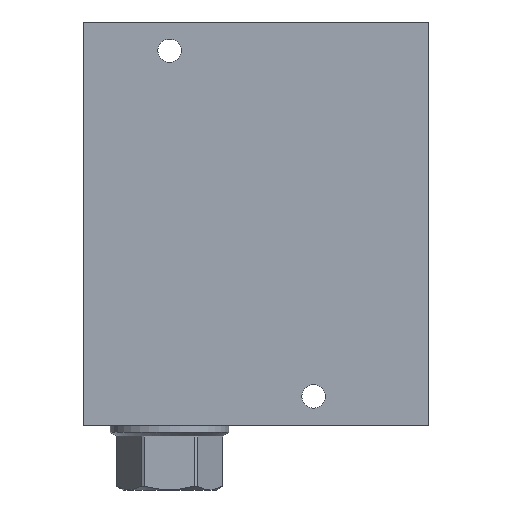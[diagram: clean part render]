
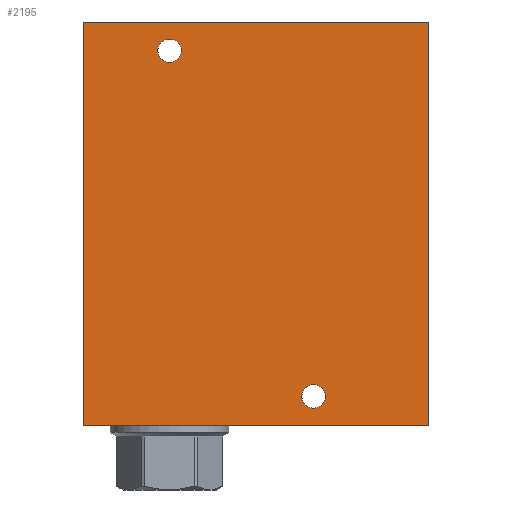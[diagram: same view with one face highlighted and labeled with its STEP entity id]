
A CAD part, front view. The second image highlights one B-rep face of the part: STEP entity #2195.
In plain terms, the highlighted planar face has unit normal (0, -1, 0).
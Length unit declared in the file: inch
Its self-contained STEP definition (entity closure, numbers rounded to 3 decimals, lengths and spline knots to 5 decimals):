
#5=DIRECTION('',(1.,0.,0.));
#6=VECTOR('',#5,6.);
#7=CARTESIAN_POINT('',(0.,-3.,0.));
#8=LINE('',#7,#6);
#75=DIRECTION('',(0.,0.,1.));
#76=VECTOR('',#75,7.);
#77=CARTESIAN_POINT('',(6.,-3.,0.));
#78=LINE('',#77,#76);
#99=DIRECTION('',(0.,0.,1.));
#100=VECTOR('',#99,7.);
#101=CARTESIAN_POINT('',(0.,-3.,0.));
#102=LINE('',#101,#100);
#103=CARTESIAN_POINT('',(1.5,-3.,6.5));
#104=DIRECTION('',(0.,-1.,0.));
#105=DIRECTION('',(-1.,0.,0.));
#106=AXIS2_PLACEMENT_3D('',#103,#104,#105);
#108=CARTESIAN_POINT('',(1.5,-3.,6.5));
#109=DIRECTION('',(0.,-1.,0.));
#110=DIRECTION('',(1.,0.,0.));
#111=AXIS2_PLACEMENT_3D('',#108,#109,#110);
#113=CARTESIAN_POINT('',(4.,-3.,0.5));
#114=DIRECTION('',(0.,-1.,0.));
#115=DIRECTION('',(-1.,0.,0.));
#116=AXIS2_PLACEMENT_3D('',#113,#114,#115);
#118=CARTESIAN_POINT('',(4.,-3.,0.5));
#119=DIRECTION('',(0.,-1.,0.));
#120=DIRECTION('',(1.,0.,0.));
#121=AXIS2_PLACEMENT_3D('',#118,#119,#120);
#135=DIRECTION('',(1.,0.,0.));
#136=VECTOR('',#135,6.);
#137=CARTESIAN_POINT('',(0.,-3.,7.));
#138=LINE('',#137,#136);
#1805=CARTESIAN_POINT('',(0.,-3.,0.));
#1807=VERTEX_POINT('',#1805);
#1808=CARTESIAN_POINT('',(6.,-3.,0.));
#1809=VERTEX_POINT('',#1808);
#1813=CARTESIAN_POINT('',(0.,-3.,7.));
#1815=VERTEX_POINT('',#1813);
#1816=CARTESIAN_POINT('',(6.,-3.,7.));
#1817=VERTEX_POINT('',#1816);
#1964=CARTESIAN_POINT('',(1.297,-3.,6.5));
#1965=CARTESIAN_POINT('',(1.703,-3.,6.5));
#1966=VERTEX_POINT('',#1964);
#1967=VERTEX_POINT('',#1965);
#1972=CARTESIAN_POINT('',(3.797,-3.,0.5));
#1973=CARTESIAN_POINT('',(4.203,-3.,0.5));
#1974=VERTEX_POINT('',#1972);
#1975=VERTEX_POINT('',#1973);
#2171=CARTESIAN_POINT('',(0.,-3.,0.));
#2172=DIRECTION('',(0.,-1.,0.));
#2173=DIRECTION('',(1.,0.,0.));
#2174=AXIS2_PLACEMENT_3D('',#2171,#2172,#2173);
#2175=PLANE('',#2174);
#2176=ORIENTED_EDGE('',*,*,#2077,.F.);
#2177=ORIENTED_EDGE('',*,*,#2102,.T.);
#2179=ORIENTED_EDGE('',*,*,#2178,.T.);
#2180=ORIENTED_EDGE('',*,*,#2151,.F.);
#2181=EDGE_LOOP('',(#2176,#2177,#2179,#2180));
#2182=FACE_OUTER_BOUND('',#2181,.F.);
#2184=ORIENTED_EDGE('',*,*,#2183,.T.);
#2186=ORIENTED_EDGE('',*,*,#2185,.T.);
#2187=EDGE_LOOP('',(#2184,#2186));
#2188=FACE_BOUND('',#2187,.F.);
#2190=ORIENTED_EDGE('',*,*,#2189,.T.);
#2192=ORIENTED_EDGE('',*,*,#2191,.T.);
#2193=EDGE_LOOP('',(#2190,#2192));
#2194=FACE_BOUND('',#2193,.F.);
#2195=ADVANCED_FACE('',(#2182,#2188,#2194),#2175,.T.);
#107=CIRCLE('',#106,0.203);
#112=CIRCLE('',#111,0.203);
#117=CIRCLE('',#116,0.203);
#122=CIRCLE('',#121,0.203);
#2077=EDGE_CURVE('',#1807,#1809,#8,.T.);
#2102=EDGE_CURVE('',#1807,#1815,#102,.T.);
#2151=EDGE_CURVE('',#1809,#1817,#78,.T.);
#2178=EDGE_CURVE('',#1815,#1817,#138,.T.);
#2183=EDGE_CURVE('',#1966,#1967,#107,.T.);
#2185=EDGE_CURVE('',#1967,#1966,#112,.T.);
#2189=EDGE_CURVE('',#1974,#1975,#117,.T.);
#2191=EDGE_CURVE('',#1975,#1974,#122,.T.);
